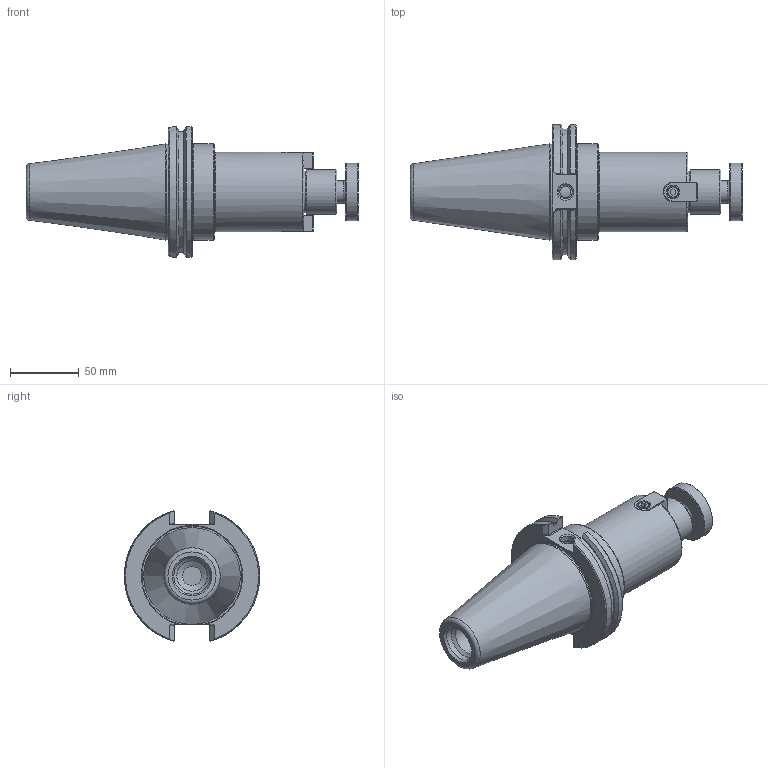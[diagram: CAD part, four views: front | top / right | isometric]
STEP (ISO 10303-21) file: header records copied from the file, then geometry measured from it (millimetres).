
FILE_DESCRIPTION(/* description */ (''),/* implementation_level */ '2;1');
FILE_NAME(/* name */ 'C50F-M32SM100C.stp',/* time_stamp */ '2023-10-27T14:23:11-04:00',/* author */ ('jsmall'),/* organization */ (''),/* preprocessor_version */ 'ST-DEVELOPER v18.1',/* originating_system */ 'Autodesk Inventor 2022',/* authorisation */ '');
FILE_SCHEMA (('AUTOMOTIVE_DESIGN { 1 0 10303 214 3 1 1 }'));
Length unit declared in the file: inch
Products named in the file (5): C50F-M32SM100C; C50F-M32SM100C_1; 32MMKY; 028-166; 32MMLS
Assembly tree (6 placements, depth 2):
  C50F-M32SM100C
    C50F-M32SM100C_1
    32MMKY  x2
    028-166  x2
    32MMLS
Bounding box: 240.95 x 98.09 x 94.71 mm (x, y, z)
Volume: 572436.9 mm3; surface area: 80482.1 mm2
Topology: 6 solids, 6 shells, 215 faces, 547 edges, 351 vertices
Faces by surface type: plane 107, cylinder 59, cone 34, torus 11, bspline 4
Full cylindrical faces by diameter (mm): 2.997 x6, 4.134 x2, 5 x2, 5.512 x2, 8.001 x1, 8.5 x2, 10 x1, 10.008 x2, 10.135 x1, 13.835 x2, 16 x1, 17.018 x1, 21.971 x1, 26.365 x1, 30.47 x1, 31.994 x1, 42 x1, 58 x1, 69.193 x1, 69.85 x1
Entity records: 6205 total; most frequent: CARTESIAN_POINT 1378, DIRECTION 955, ORIENTED_EDGE 954, EDGE_CURVE 477, AXIS2_PLACEMENT_3D 364, VERTEX_POINT 309, LINE 227, VECTOR 227
